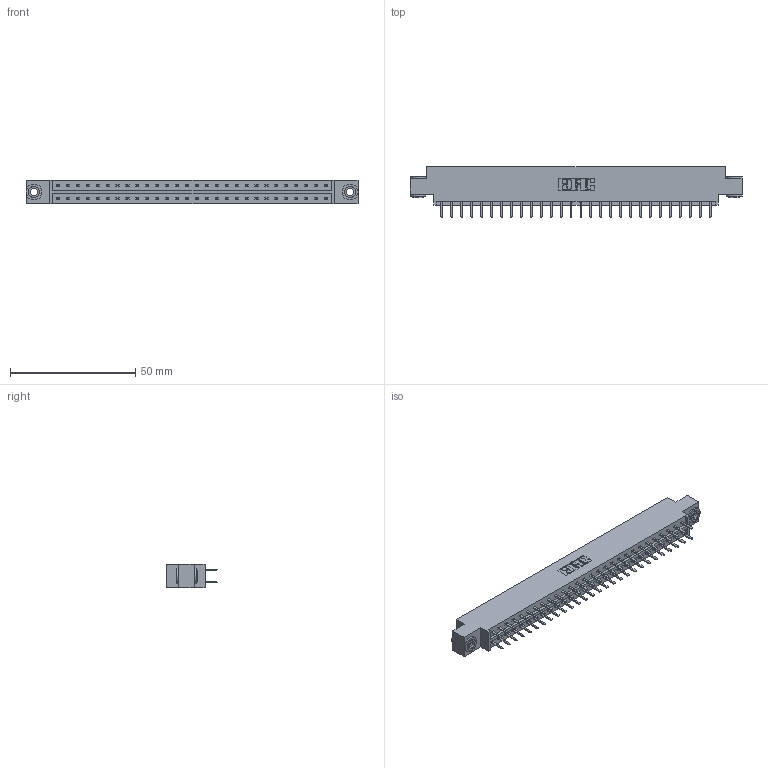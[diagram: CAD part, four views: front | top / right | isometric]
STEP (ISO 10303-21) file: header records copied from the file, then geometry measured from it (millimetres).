
FILE_DESCRIPTION (( 'STEP AP203' ), '1' );
FILE_NAME ('333-056-520-803.STEP', '2018-08-04T04:33:00', ( '' ), ( '' ), 'SwSTEP 2.0', 'SolidWorks 2016', '' );
FILE_SCHEMA (( 'CONFIG_CONTROL_DESIGN' ));
Length unit declared in the file: inch
Products named in the file (4): 333 Part_Offset - .156 Dia - TH; 345-292-001_345-293-120; 345-250-002_345-250-002-102; 333-056-520-803
Assembly tree (59 placements, depth 2):
  333-056-520-803
    333 Part_Offset - .156 Dia - TH
    345-292-001_345-293-120  x56
    345-250-002_345-250-002-102  x2
Bounding box: 132.49 x 20.02 x 9.4 mm (x, y, z)
Volume: 13162.2 mm3; surface area: 15787 mm2
Topology: 59 solids, 59 shells, 3292 faces, 9527 edges, 6198 vertices
Faces by surface type: plane 2212, cylinder 1072, cone 8
Entity records: 20720 total; most frequent: CARTESIAN_POINT 3441, ORIENTED_EDGE 3358, DIRECTION 2985, EDGE_CURVE 1679, LINE 1523, VECTOR 1523, VERTEX_POINT 1114, AXIS2_PLACEMENT_3D 731
